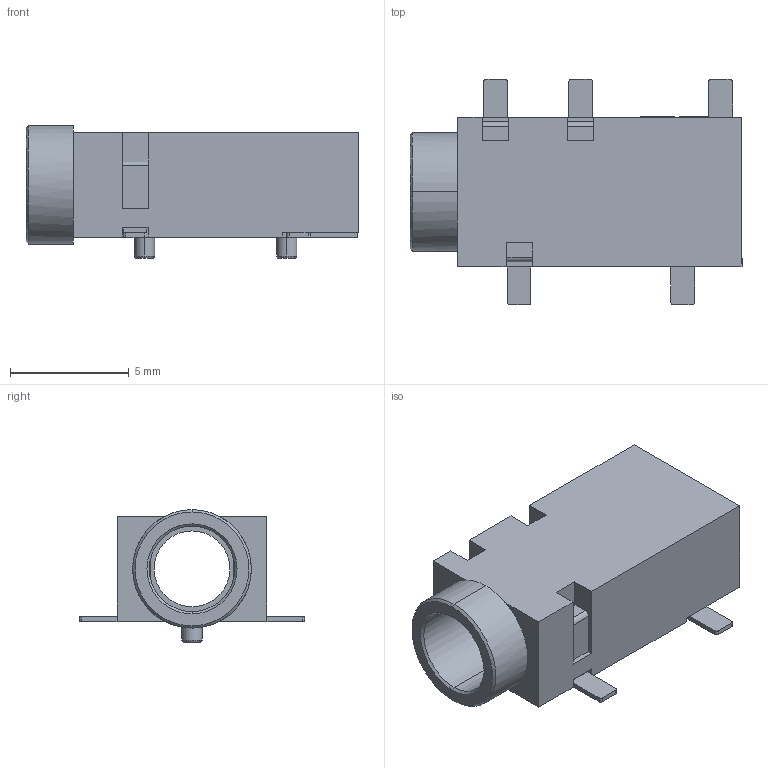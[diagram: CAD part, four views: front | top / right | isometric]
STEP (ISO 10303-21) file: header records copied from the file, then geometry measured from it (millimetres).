
FILE_DESCRIPTION (( 'STEP AP214' ), '1' );
FILE_NAME ('AUDIO-SMD_PJ-3537S.step', '2022-06-16T10:27:13', ( '' ), ( '' ), 'SwSTEP 2.0', 'SolidWorks 2020', '' );
FILE_SCHEMA (( 'AUTOMOTIVE_DESIGN' ));
Length unit declared in the file: millimetre
Products named in the file (1): AUDIO-SMD_PJ-3537S
Bounding box: 14 x 9.5 x 5.6 mm (x, y, z)
Volume: 214 mm3; surface area: 712.4 mm2
Topology: 6 solids, 6 shells, 482 faces, 1267 edges, 808 vertices
Faces by surface type: plane 336, bspline 105, cylinder 33, cone 4, torus 4
Entity records: 20475 total; most frequent: CARTESIAN_POINT 3977, ORIENTED_EDGE 2534, DIRECTION 1897, EDGE_CURVE 1267, VECTOR 977, LINE 977, VERTEX_POINT 808, EDGE_LOOP 509
